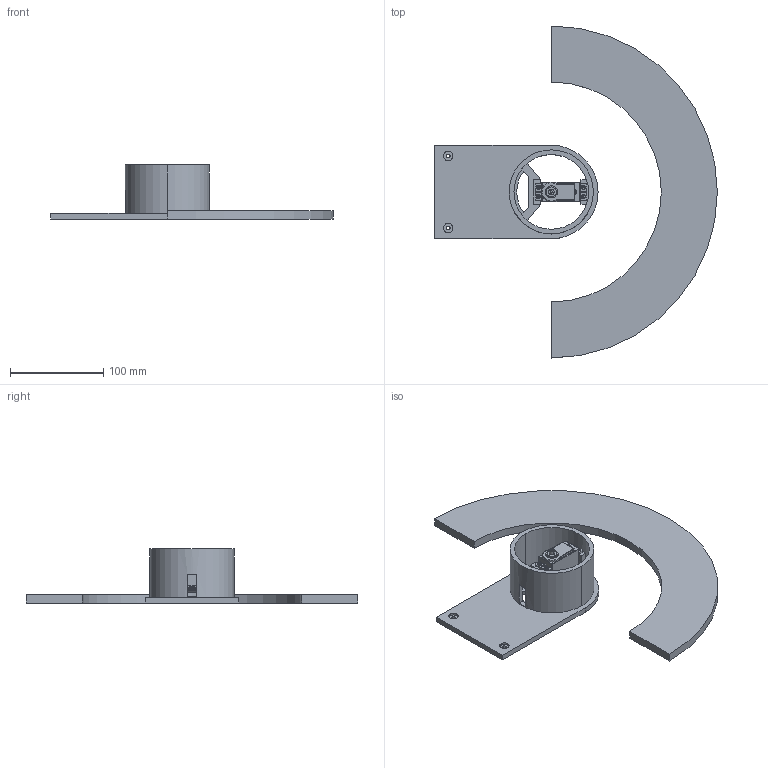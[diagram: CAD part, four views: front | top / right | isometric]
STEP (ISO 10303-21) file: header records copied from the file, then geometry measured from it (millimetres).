
FILE_DESCRIPTION (( 'STEP AP203' ), '1' );
FILE_NAME ('SupportNew_Default_sldprt.STEP', '2020-05-05T03:16:40', ( '' ), ( '' ), 'SwSTEP 2.0', 'SolidWorks 2018', '' );
FILE_SCHEMA (( 'CONFIG_CONTROL_DESIGN' ));
Length unit declared in the file: millimetre
Products named in the file (1): SupportNew_Default_sldprt
Bounding box: 302.53 x 355.38 x 58 mm (x, y, z)
Volume: 430353 mm3; surface area: 132692.1 mm2
Topology: 10 solids, 10 shells, 358 faces, 846 edges, 515 vertices
Faces by surface type: plane 196, cylinder 88, cone 52, torus 16, bspline 6
Entity records: 10357 total; most frequent: CARTESIAN_POINT 2083, DIRECTION 1759, ORIENTED_EDGE 1664, EDGE_CURVE 832, AXIS2_PLACEMENT_3D 647, VERTEX_POINT 515, VECTOR 465, LINE 465
